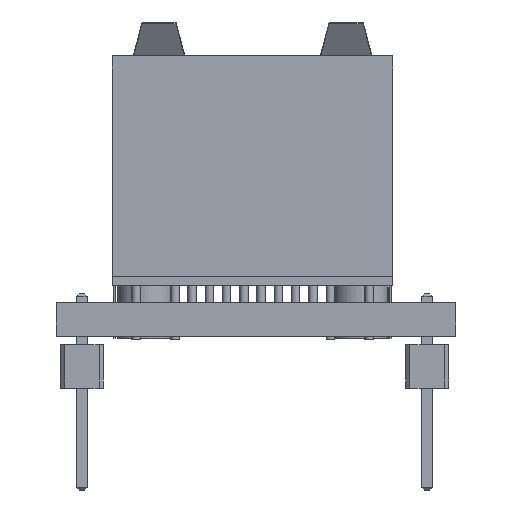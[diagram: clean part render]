
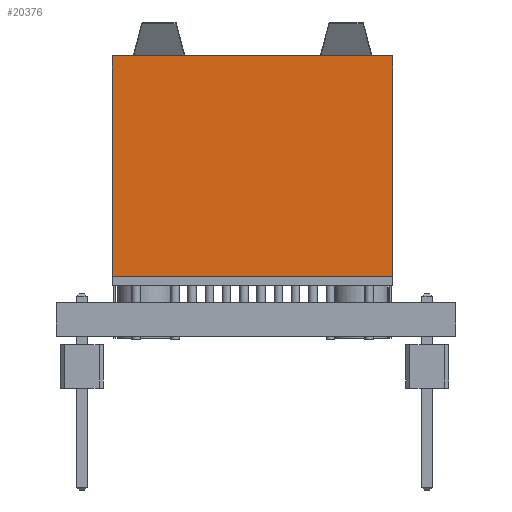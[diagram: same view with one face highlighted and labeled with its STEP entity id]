
A CAD part, front view. The second image highlights one B-rep face of the part: STEP entity #20376.
In plain terms, the highlighted planar face has unit normal (0, -1, 0).
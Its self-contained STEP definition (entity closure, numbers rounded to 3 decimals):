
#20160 = EDGE_CURVE('',#20161,#20163,#20165,.T.);
#20161 = VERTEX_POINT('',#20162);
#20162 = CARTESIAN_POINT('',(-4.7,-18.,0.5));
#20163 = VERTEX_POINT('',#20164);
#20164 = CARTESIAN_POINT('',(-4.7,-18.,13.5));
#20165 = SURFACE_CURVE('',#20166,(#20170,#20182),.PCURVE_S1.);
#20166 = LINE('',#20167,#20168);
#20167 = CARTESIAN_POINT('',(-4.7,-18.,0.5));
#20168 = VECTOR('',#20169,1.);
#20169 = DIRECTION('',(0.,0.,1.));
#20170 = PCURVE('',#20171,#20176);
#20171 = PLANE('',#20172);
#20172 = AXIS2_PLACEMENT_3D('',#20173,#20174,#20175);
#20173 = CARTESIAN_POINT('',(-4.7,-18.,0.5));
#20174 = DIRECTION('',(1.,0.,0.));
#20175 = DIRECTION('',(0.,0.,1.));
#20176 = DEFINITIONAL_REPRESENTATION('',(#20177),#20181);
#20177 = LINE('',#20178,#20179);
#20178 = CARTESIAN_POINT('',(0.,0.));
#20179 = VECTOR('',#20180,1.);
#20180 = DIRECTION('',(1.,0.));
#20181 = ( GEOMETRIC_REPRESENTATION_CONTEXT(2) 
PARAMETRIC_REPRESENTATION_CONTEXT() REPRESENTATION_CONTEXT('2D SPACE',''
  ) );
#20182 = PCURVE('',#20183,#20188);
#20183 = PLANE('',#20184);
#20184 = AXIS2_PLACEMENT_3D('',#20185,#20186,#20187);
#20185 = CARTESIAN_POINT('',(-4.7,-18.,0.5));
#20186 = DIRECTION('',(0.,1.,0.));
#20187 = DIRECTION('',(0.,0.,1.));
#20188 = DEFINITIONAL_REPRESENTATION('',(#20189),#20193);
#20189 = LINE('',#20190,#20191);
#20190 = CARTESIAN_POINT('',(0.,0.));
#20191 = VECTOR('',#20192,1.);
#20192 = DIRECTION('',(1.,0.));
#20193 = ( GEOMETRIC_REPRESENTATION_CONTEXT(2) 
PARAMETRIC_REPRESENTATION_CONTEXT() REPRESENTATION_CONTEXT('2D SPACE',''
  ) );
#20211 = PLANE('',#20212);
#20212 = AXIS2_PLACEMENT_3D('',#20213,#20214,#20215);
#20213 = CARTESIAN_POINT('',(-4.7,-18.,0.5));
#20214 = DIRECTION('',(0.,0.,1.));
#20215 = DIRECTION('',(1.,0.,0.));
#20265 = PLANE('',#20266);
#20266 = AXIS2_PLACEMENT_3D('',#20267,#20268,#20269);
#20267 = CARTESIAN_POINT('',(-4.7,-18.,13.5));
#20268 = DIRECTION('',(0.,0.,1.));
#20269 = DIRECTION('',(1.,0.,0.));
#20280 = EDGE_CURVE('',#20281,#20283,#20285,.T.);
#20281 = VERTEX_POINT('',#20282);
#20282 = CARTESIAN_POINT('',(11.8,-18.,0.5));
#20283 = VERTEX_POINT('',#20284);
#20284 = CARTESIAN_POINT('',(11.8,-18.,13.5));
#20285 = SURFACE_CURVE('',#20286,(#20290,#20302),.PCURVE_S1.);
#20286 = LINE('',#20287,#20288);
#20287 = CARTESIAN_POINT('',(11.8,-18.,0.5));
#20288 = VECTOR('',#20289,1.);
#20289 = DIRECTION('',(0.,0.,1.));
#20290 = PCURVE('',#20291,#20296);
#20291 = PLANE('',#20292);
#20292 = AXIS2_PLACEMENT_3D('',#20293,#20294,#20295);
#20293 = CARTESIAN_POINT('',(11.8,-18.,0.5));
#20294 = DIRECTION('',(1.,0.,0.));
#20295 = DIRECTION('',(0.,0.,1.));
#20296 = DEFINITIONAL_REPRESENTATION('',(#20297),#20301);
#20297 = LINE('',#20298,#20299);
#20298 = CARTESIAN_POINT('',(0.,0.));
#20299 = VECTOR('',#20300,1.);
#20300 = DIRECTION('',(1.,0.));
#20301 = ( GEOMETRIC_REPRESENTATION_CONTEXT(2) 
PARAMETRIC_REPRESENTATION_CONTEXT() REPRESENTATION_CONTEXT('2D SPACE',''
  ) );
#20302 = PCURVE('',#20183,#20303);
#20303 = DEFINITIONAL_REPRESENTATION('',(#20304),#20308);
#20304 = LINE('',#20305,#20306);
#20305 = CARTESIAN_POINT('',(0.,16.5));
#20306 = VECTOR('',#20307,1.);
#20307 = DIRECTION('',(1.,0.));
#20308 = ( GEOMETRIC_REPRESENTATION_CONTEXT(2) 
PARAMETRIC_REPRESENTATION_CONTEXT() REPRESENTATION_CONTEXT('2D SPACE',''
  ) );
#20376 = ADVANCED_FACE('',(#20377),#20183,.F.);
#20377 = FACE_BOUND('',#20378,.F.);
#20378 = EDGE_LOOP('',(#20379,#20400,#20401,#20422));
#20379 = ORIENTED_EDGE('',*,*,#20380,.F.);
#20380 = EDGE_CURVE('',#20161,#20281,#20381,.T.);
#20381 = SURFACE_CURVE('',#20382,(#20386,#20393),.PCURVE_S1.);
#20382 = LINE('',#20383,#20384);
#20383 = CARTESIAN_POINT('',(-4.7,-18.,0.5));
#20384 = VECTOR('',#20385,1.);
#20385 = DIRECTION('',(1.,0.,0.));
#20386 = PCURVE('',#20183,#20387);
#20387 = DEFINITIONAL_REPRESENTATION('',(#20388),#20392);
#20388 = LINE('',#20389,#20390);
#20389 = CARTESIAN_POINT('',(0.,0.));
#20390 = VECTOR('',#20391,1.);
#20391 = DIRECTION('',(0.,1.));
#20392 = ( GEOMETRIC_REPRESENTATION_CONTEXT(2) 
PARAMETRIC_REPRESENTATION_CONTEXT() REPRESENTATION_CONTEXT('2D SPACE',''
  ) );
#20393 = PCURVE('',#20211,#20394);
#20394 = DEFINITIONAL_REPRESENTATION('',(#20395),#20399);
#20395 = LINE('',#20396,#20397);
#20396 = CARTESIAN_POINT('',(0.,0.));
#20397 = VECTOR('',#20398,1.);
#20398 = DIRECTION('',(1.,0.));
#20399 = ( GEOMETRIC_REPRESENTATION_CONTEXT(2) 
PARAMETRIC_REPRESENTATION_CONTEXT() REPRESENTATION_CONTEXT('2D SPACE',''
  ) );
#20400 = ORIENTED_EDGE('',*,*,#20160,.T.);
#20401 = ORIENTED_EDGE('',*,*,#20402,.T.);
#20402 = EDGE_CURVE('',#20163,#20283,#20403,.T.);
#20403 = SURFACE_CURVE('',#20404,(#20408,#20415),.PCURVE_S1.);
#20404 = LINE('',#20405,#20406);
#20405 = CARTESIAN_POINT('',(-4.7,-18.,13.5));
#20406 = VECTOR('',#20407,1.);
#20407 = DIRECTION('',(1.,0.,0.));
#20408 = PCURVE('',#20183,#20409);
#20409 = DEFINITIONAL_REPRESENTATION('',(#20410),#20414);
#20410 = LINE('',#20411,#20412);
#20411 = CARTESIAN_POINT('',(13.,0.));
#20412 = VECTOR('',#20413,1.);
#20413 = DIRECTION('',(0.,1.));
#20414 = ( GEOMETRIC_REPRESENTATION_CONTEXT(2) 
PARAMETRIC_REPRESENTATION_CONTEXT() REPRESENTATION_CONTEXT('2D SPACE',''
  ) );
#20415 = PCURVE('',#20265,#20416);
#20416 = DEFINITIONAL_REPRESENTATION('',(#20417),#20421);
#20417 = LINE('',#20418,#20419);
#20418 = CARTESIAN_POINT('',(0.,0.));
#20419 = VECTOR('',#20420,1.);
#20420 = DIRECTION('',(1.,0.));
#20421 = ( GEOMETRIC_REPRESENTATION_CONTEXT(2) 
PARAMETRIC_REPRESENTATION_CONTEXT() REPRESENTATION_CONTEXT('2D SPACE',''
  ) );
#20422 = ORIENTED_EDGE('',*,*,#20280,.F.);
